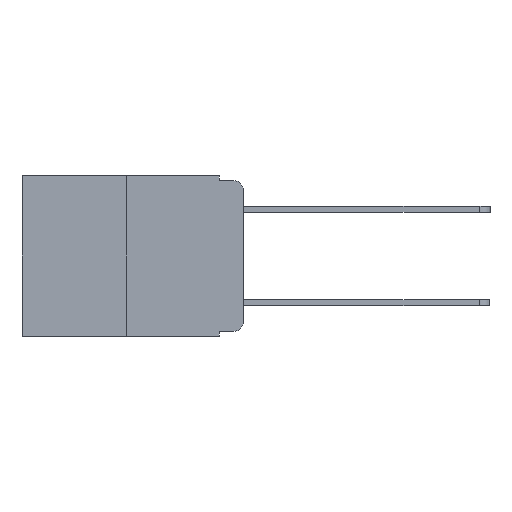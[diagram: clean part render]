
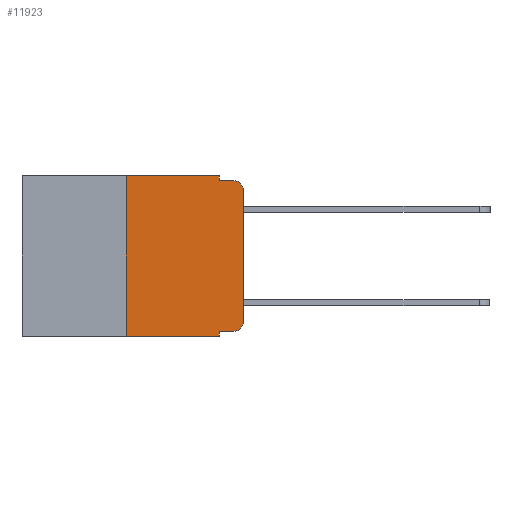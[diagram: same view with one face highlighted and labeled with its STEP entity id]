
A CAD part, left-side view. The second image highlights one B-rep face of the part: STEP entity #11923.
In plain terms, the highlighted planar face has unit normal (-1, 0, 0).
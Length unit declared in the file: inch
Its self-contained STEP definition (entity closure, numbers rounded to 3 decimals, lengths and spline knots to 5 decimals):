
#52 = DIRECTION ( 'NONE',  ( -1., 0., 0. ) ) ;
#187 = CARTESIAN_POINT ( 'NONE',  ( 0., 0.02, -0.01 ) ) ;
#300 = EDGE_CURVE ( 'NONE', #18162, #20067, #8683, .T. ) ;
#453 = VECTOR ( 'NONE', #9657, 39.37008 ) ;
#466 = AXIS2_PLACEMENT_3D ( 'NONE', #9484, #52, #11039 ) ;
#516 = CARTESIAN_POINT ( 'NONE',  ( 0., 0.051, -0.01 ) ) ;
#730 = DIRECTION ( 'NONE',  ( 0., 0., -1. ) ) ;
#903 = VERTEX_POINT ( 'NONE', #187 ) ;
#1096 = LINE ( 'NONE', #2896, #8446 ) ;
#1389 = ORIENTED_EDGE ( 'NONE', *, *, #15952, .F. ) ;
#1556 = VERTEX_POINT ( 'NONE', #7993 ) ;
#1684 = CARTESIAN_POINT ( 'NONE',  ( 0., 0.051, 0. ) ) ;
#2222 = PLANE ( 'NONE',  #17162 ) ;
#2316 = EDGE_CURVE ( 'NONE', #1556, #16083, #13704, .T. ) ;
#2597 = DIRECTION ( 'NONE',  ( 0., 0., 1. ) ) ;
#2824 = LINE ( 'NONE', #15731, #18717 ) ;
#2896 = CARTESIAN_POINT ( 'NONE',  ( 0., 0.051, -0.333 ) ) ;
#3092 = VERTEX_POINT ( 'NONE', #3732 ) ;
#3377 = CARTESIAN_POINT ( 'NONE',  ( 0., 0., -0.03 ) ) ;
#3599 = EDGE_CURVE ( 'NONE', #20067, #903, #14981, .T. ) ;
#3732 = CARTESIAN_POINT ( 'NONE',  ( 0., 0.051, -0.343 ) ) ;
#3819 = DIRECTION ( 'NONE',  ( 0., 0., -1. ) ) ;
#4210 = ORIENTED_EDGE ( 'NONE', *, *, #9374, .T. ) ;
#4404 = CARTESIAN_POINT ( 'NONE',  ( 0., 0.051, -0.01 ) ) ;
#4440 = ORIENTED_EDGE ( 'NONE', *, *, #6237, .T. ) ;
#4593 = VECTOR ( 'NONE', #2597, 39.37008 ) ;
#5598 = ORIENTED_EDGE ( 'NONE', *, *, #300, .T. ) ;
#5661 = ORIENTED_EDGE ( 'NONE', *, *, #12494, .T. ) ;
#5888 = ORIENTED_EDGE ( 'NONE', *, *, #6687, .F. ) ;
#6140 = EDGE_CURVE ( 'NONE', #16083, #8489, #14902, .T. ) ;
#6237 = EDGE_CURVE ( 'NONE', #8071, #3092, #12957, .T. ) ;
#6305 = CARTESIAN_POINT ( 'NONE',  ( 0., 0.25, -0.343 ) ) ;
#6687 = EDGE_CURVE ( 'NONE', #13620, #3092, #16544, .T. ) ;
#7723 = CARTESIAN_POINT ( 'NONE',  ( 0., 0., 0. ) ) ;
#7993 = CARTESIAN_POINT ( 'NONE',  ( 0., 0.25, 0. ) ) ;
#8071 = VERTEX_POINT ( 'NONE', #6305 ) ;
#8446 = VECTOR ( 'NONE', #13702, 39.37008 ) ;
#8489 = VERTEX_POINT ( 'NONE', #516 ) ;
#8683 = LINE ( 'NONE', #7723, #4593 ) ;
#9374 = EDGE_CURVE ( 'NONE', #13620, #17820, #1096, .T. ) ;
#9484 = CARTESIAN_POINT ( 'NONE',  ( 0., 0.02, -0.03 ) ) ;
#9570 = DIRECTION ( 'NONE',  ( 0., 0., 1. ) ) ;
#9657 = DIRECTION ( 'NONE',  ( 0., -1., 0. ) ) ;
#9739 = DIRECTION ( 'NONE',  ( 0., -1., 0. ) ) ;
#9763 = CIRCLE ( 'NONE', #18444, 0.02 ) ;
#10125 = DIRECTION ( 'NONE',  ( -1., 0., 0. ) ) ;
#10274 = VECTOR ( 'NONE', #14130, 39.37008 ) ;
#11039 = DIRECTION ( 'NONE',  ( 0., 0., -1. ) ) ;
#11486 = CARTESIAN_POINT ( 'NONE',  ( 0., 0.473, 0. ) ) ;
#11606 = ORIENTED_EDGE ( 'NONE', *, *, #16248, .F. ) ;
#11855 = ORIENTED_EDGE ( 'NONE', *, *, #2316, .F. ) ;
#11923 = ADVANCED_FACE ( 'NONE', ( #12217 ), #2222, .F. ) ;
#12001 = CARTESIAN_POINT ( 'NONE',  ( 0., 0., -0.313 ) ) ;
#12217 = FACE_OUTER_BOUND ( 'NONE', #15791, .T. ) ;
#12494 = EDGE_CURVE ( 'NONE', #17820, #18162, #9763, .T. ) ;
#12957 = LINE ( 'NONE', #17349, #453 ) ;
#13002 = CARTESIAN_POINT ( 'NONE',  ( 0., 0.051, -0.333 ) ) ;
#13064 = DIRECTION ( 'NONE',  ( 1., 0., 0. ) ) ;
#13453 = VECTOR ( 'NONE', #19771, 39.37008 ) ;
#13568 = ORIENTED_EDGE ( 'NONE', *, *, #6140, .F. ) ;
#13620 = VERTEX_POINT ( 'NONE', #13002 ) ;
#13702 = DIRECTION ( 'NONE',  ( 0., -1., 0. ) ) ;
#13704 = LINE ( 'NONE', #15956, #17305 ) ;
#14130 = DIRECTION ( 'NONE',  ( 0., 0., -1. ) ) ;
#14392 = CARTESIAN_POINT ( 'NONE',  ( 0., 0.02, -0.333 ) ) ;
#14902 = LINE ( 'NONE', #15678, #10274 ) ;
#14981 = CIRCLE ( 'NONE', #466, 0.02 ) ;
#15678 = CARTESIAN_POINT ( 'NONE',  ( 0., 0.051, 0. ) ) ;
#15731 = CARTESIAN_POINT ( 'NONE',  ( 0., 0.25, 0. ) ) ;
#15791 = EDGE_LOOP ( 'NONE', ( #5598, #16372, #11606, #13568, #11855, #1389, #4440, #5888, #4210, #5661 ) ) ;
#15952 = EDGE_CURVE ( 'NONE', #8071, #1556, #2824, .T. ) ;
#15956 = CARTESIAN_POINT ( 'NONE',  ( 0., 0.473, 0. ) ) ;
#15994 = CARTESIAN_POINT ( 'NONE',  ( 0., 0.051, 0. ) ) ;
#16083 = VERTEX_POINT ( 'NONE', #15994 ) ;
#16248 = EDGE_CURVE ( 'NONE', #8489, #903, #17539, .T. ) ;
#16372 = ORIENTED_EDGE ( 'NONE', *, *, #3599, .T. ) ;
#16544 = LINE ( 'NONE', #1684, #20084 ) ;
#17162 = AXIS2_PLACEMENT_3D ( 'NONE', #11486, #13064, #3819 ) ;
#17305 = VECTOR ( 'NONE', #9739, 39.37008 ) ;
#17349 = CARTESIAN_POINT ( 'NONE',  ( 0., 0.473, -0.343 ) ) ;
#17539 = LINE ( 'NONE', #4404, #13453 ) ;
#17820 = VERTEX_POINT ( 'NONE', #14392 ) ;
#18162 = VERTEX_POINT ( 'NONE', #12001 ) ;
#18444 = AXIS2_PLACEMENT_3D ( 'NONE', #19319, #10125, #730 ) ;
#18649 = DIRECTION ( 'NONE',  ( 0., 0., -1. ) ) ;
#18717 = VECTOR ( 'NONE', #9570, 39.37008 ) ;
#19319 = CARTESIAN_POINT ( 'NONE',  ( 0., 0.02, -0.313 ) ) ;
#19771 = DIRECTION ( 'NONE',  ( 0., -1., 0. ) ) ;
#20067 = VERTEX_POINT ( 'NONE', #3377 ) ;
#20084 = VECTOR ( 'NONE', #18649, 39.37008 ) ;
